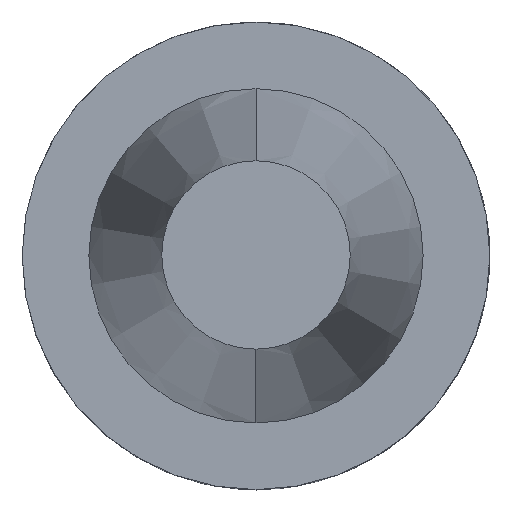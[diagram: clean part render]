
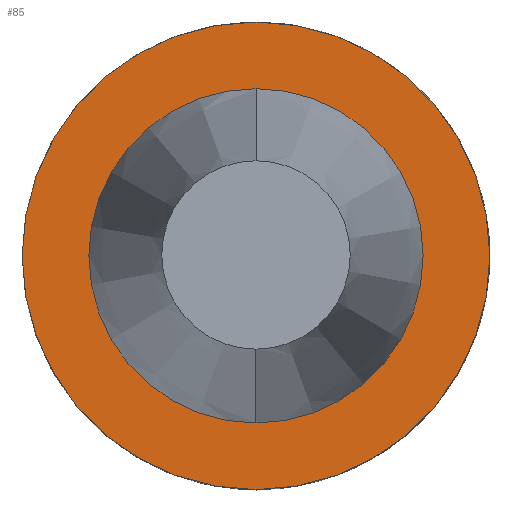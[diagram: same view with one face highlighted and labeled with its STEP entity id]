
A CAD part, top view. The second image highlights one B-rep face of the part: STEP entity #85.
In plain terms, the highlighted planar face has unit normal (0, 0, 1).
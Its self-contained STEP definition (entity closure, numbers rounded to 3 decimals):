
#85=ADVANCED_FACE('',(#112,#113),#106,.F.);
#106=PLANE('',#356);
#112=FACE_BOUND('',#134,.T.);
#113=FACE_BOUND('',#135,.T.);
#134=EDGE_LOOP('',(#166));
#135=EDGE_LOOP('',(#167,#168));
#166=ORIENTED_EDGE('',*,*,#266,.F.);
#167=ORIENTED_EDGE('',*,*,#267,.T.);
#168=ORIENTED_EDGE('',*,*,#268,.T.);
#238=VERTEX_POINT('',#517);
#239=VERTEX_POINT('',#519);
#240=VERTEX_POINT('',#520);
#266=EDGE_CURVE('',#238,#238,#302,.T.);
#267=EDGE_CURVE('',#239,#240,#303,.T.);
#268=EDGE_CURVE('',#240,#239,#304,.T.);
#302=CIRCLE('',#353,31.5);
#303=CIRCLE('',#354,22.517);
#304=CIRCLE('',#355,22.517);
#353=AXIS2_PLACEMENT_3D('',#516,#408,#409);
#354=AXIS2_PLACEMENT_3D('',#518,#410,#411);
#355=AXIS2_PLACEMENT_3D('',#521,#412,#413);
#356=AXIS2_PLACEMENT_3D('',#522,#414,#415);
#408=DIRECTION('',(0.,0.,-1.));
#409=DIRECTION('',(-1.,0.,0.));
#410=DIRECTION('',(0.,0.,-1.));
#411=DIRECTION('',(-1.,0.,0.));
#412=DIRECTION('',(0.,0.,-1.));
#413=DIRECTION('',(-1.,0.,0.));
#414=DIRECTION('',(0.,0.,-1.));
#415=DIRECTION('',(0.,1.,0.));
#516=CARTESIAN_POINT('',(0.,0.,-2.));
#517=CARTESIAN_POINT('',(-31.5,0.,-2.));
#518=CARTESIAN_POINT('',(0.,0.,-2.));
#519=CARTESIAN_POINT('',(0.,22.517,-2.));
#520=CARTESIAN_POINT('',(0.,-22.517,-2.));
#521=CARTESIAN_POINT('',(0.,0.,-2.));
#522=CARTESIAN_POINT('',(0.,0.,-2.));
